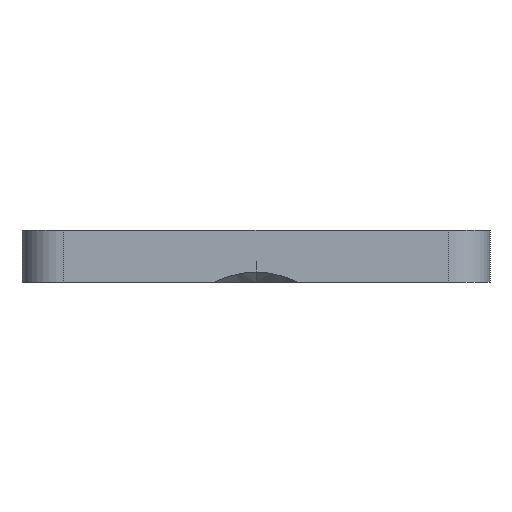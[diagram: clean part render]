
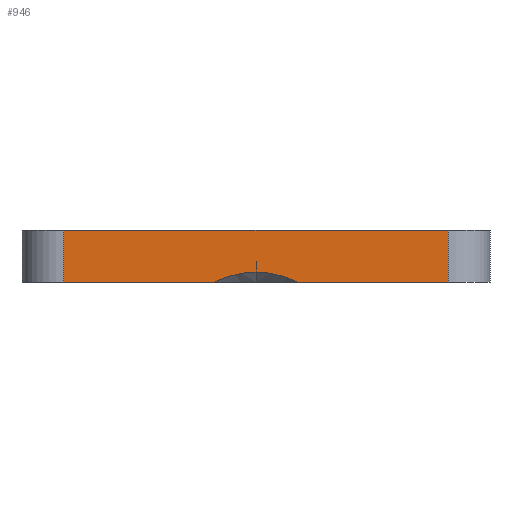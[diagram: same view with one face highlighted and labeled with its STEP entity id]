
A CAD part, left-side view. The second image highlights one B-rep face of the part: STEP entity #946.
In plain terms, the highlighted planar face has unit normal (-1, 0, 0).
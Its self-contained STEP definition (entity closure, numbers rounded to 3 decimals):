
#47 = EDGE_CURVE ( 'NONE', #1006, #1121, #407, .T. ) ;
#56 = AXIS2_PLACEMENT_3D ( 'NONE', #673, #790, #621 ) ;
#117 = EDGE_CURVE ( 'NONE', #996, #1006, #184, .T. ) ;
#150 = VECTOR ( 'NONE', #870, 1000. ) ;
#178 = VECTOR ( 'NONE', #725, 1000. ) ;
#184 = LINE ( 'NONE', #767, #178 ) ;
#203 = LINE ( 'NONE', #471, #212 ) ;
#210 = VECTOR ( 'NONE', #640, 1000. ) ;
#212 = VECTOR ( 'NONE', #491, 1000. ) ;
#215 = LINE ( 'NONE', #571, #210 ) ;
#239 = VECTOR ( 'NONE', #834, 1000. ) ;
#240 = LINE ( 'NONE', #467, #239 ) ;
#271 = FACE_OUTER_BOUND ( 'NONE', #1076, .T. ) ;
#407 = LINE ( 'NONE', #863, #150 ) ;
#440 = B_SPLINE_CURVE_WITH_KNOTS ( 'NONE', 3,
 ( #519, #848, #609, #782, #474, #594 ),
 .UNSPECIFIED., .F., .F.,
 ( 4, 2, 4 ),
 ( 0.036, 0.038, 0.04 ),
 .UNSPECIFIED. ) ;
#443 = B_SPLINE_CURVE_WITH_KNOTS ( 'NONE', 3,
 ( #468, #617, #453, #546, #692, #526 ),
 .UNSPECIFIED., .F., .F.,
 ( 4, 2, 4 ),
 ( 0.04, 0.042, 0.045 ),
 .UNSPECIFIED. ) ;
#453 = CARTESIAN_POINT ( 'NONE',  ( -130., -1.392, 0.866 ) ) ;
#464 = PLANE ( 'NONE',  #56 ) ;
#467 = CARTESIAN_POINT ( 'NONE',  ( -130., -22.5, 5. ) ) ;
#468 = CARTESIAN_POINT ( 'NONE',  ( -130., 0., 0.96 ) ) ;
#471 = CARTESIAN_POINT ( 'NONE',  ( -130., 18.5, 5. ) ) ;
#474 = CARTESIAN_POINT ( 'NONE',  ( -130., 0.704, 0.96 ) ) ;
#477 = CARTESIAN_POINT ( 'NONE',  ( -130., -18.5, 5. ) ) ;
#491 = DIRECTION ( 'NONE',  ( 0., 0., -1. ) ) ;
#519 = CARTESIAN_POINT ( 'NONE',  ( -130., 4.035, 0. ) ) ;
#526 = CARTESIAN_POINT ( 'NONE',  ( -130., -4.035, 0. ) ) ;
#546 = CARTESIAN_POINT ( 'NONE',  ( -130., -2.739, 0.529 ) ) ;
#571 = CARTESIAN_POINT ( 'NONE',  ( -130., -22.5, 0. ) ) ;
#594 = CARTESIAN_POINT ( 'NONE',  ( -130., 0., 0.96 ) ) ;
#609 = CARTESIAN_POINT ( 'NONE',  ( -130., 2.739, 0.529 ) ) ;
#611 = CARTESIAN_POINT ( 'NONE',  ( -130., 0., 0.96 ) ) ;
#617 = CARTESIAN_POINT ( 'NONE',  ( -130., -0.704, 0.96 ) ) ;
#621 = DIRECTION ( 'NONE',  ( 0., 0., -1. ) ) ;
#633 = CARTESIAN_POINT ( 'NONE',  ( -130., -18.5, 0. ) ) ;
#640 = DIRECTION ( 'NONE',  ( 0., -1., 0. ) ) ;
#673 = CARTESIAN_POINT ( 'NONE',  ( -130., -22.5, 5. ) ) ;
#690 = CARTESIAN_POINT ( 'NONE',  ( -130., 4.035, 0. ) ) ;
#692 = CARTESIAN_POINT ( 'NONE',  ( -130., -3.403, 0.285 ) ) ;
#725 = DIRECTION ( 'NONE',  ( 0., -1., 0. ) ) ;
#740 = CARTESIAN_POINT ( 'NONE',  ( -130., -4.035, 0. ) ) ;
#767 = CARTESIAN_POINT ( 'NONE',  ( -130., -22.5, 0. ) ) ;
#782 = CARTESIAN_POINT ( 'NONE',  ( -130., 1.392, 0.866 ) ) ;
#787 = CARTESIAN_POINT ( 'NONE',  ( -130., 18.5, 5. ) ) ;
#790 = DIRECTION ( 'NONE',  ( 1., 0., 0. ) ) ;
#834 = DIRECTION ( 'NONE',  ( 0., -1., 0. ) ) ;
#848 = CARTESIAN_POINT ( 'NONE',  ( -130., 3.403, 0.285 ) ) ;
#863 = CARTESIAN_POINT ( 'NONE',  ( -130., -18.5, 5. ) ) ;
#870 = DIRECTION ( 'NONE',  ( 0., 0., 1. ) ) ;
#882 = CARTESIAN_POINT ( 'NONE',  ( -130., 18.5, 0. ) ) ;
#899 = EDGE_CURVE ( 'NONE', #1106, #1108, #215, .T. ) ;
#904 = EDGE_CURVE ( 'NONE', #1105, #1106, #203, .T. ) ;
#909 = EDGE_CURVE ( 'NONE', #1030, #996, #443, .T. ) ;
#928 = EDGE_CURVE ( 'NONE', #1105, #1121, #240, .T. ) ;
#937 = EDGE_CURVE ( 'NONE', #1108, #1030, #440, .T. ) ;
#946 = ADVANCED_FACE ( 'NONE', ( #271 ), #464, .F. ) ;
#988 = ORIENTED_EDGE ( 'NONE', *, *, #47, .T. ) ;
#996 = VERTEX_POINT ( 'NONE', #740 ) ;
#1006 = VERTEX_POINT ( 'NONE', #633 ) ;
#1030 = VERTEX_POINT ( 'NONE', #611 ) ;
#1056 = ORIENTED_EDGE ( 'NONE', *, *, #928, .F. ) ;
#1063 = ORIENTED_EDGE ( 'NONE', *, *, #909, .T. ) ;
#1076 = EDGE_LOOP ( 'NONE', ( #1078, #988, #1056, #1178, #1120, #1151, #1063 ) ) ;
#1078 = ORIENTED_EDGE ( 'NONE', *, *, #117, .T. ) ;
#1105 = VERTEX_POINT ( 'NONE', #787 ) ;
#1106 = VERTEX_POINT ( 'NONE', #882 ) ;
#1108 = VERTEX_POINT ( 'NONE', #690 ) ;
#1120 = ORIENTED_EDGE ( 'NONE', *, *, #899, .T. ) ;
#1121 = VERTEX_POINT ( 'NONE', #477 ) ;
#1151 = ORIENTED_EDGE ( 'NONE', *, *, #937, .T. ) ;
#1178 = ORIENTED_EDGE ( 'NONE', *, *, #904, .T. ) ;
